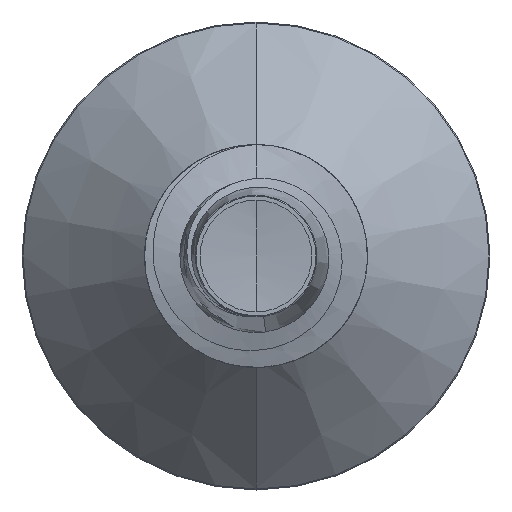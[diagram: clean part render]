
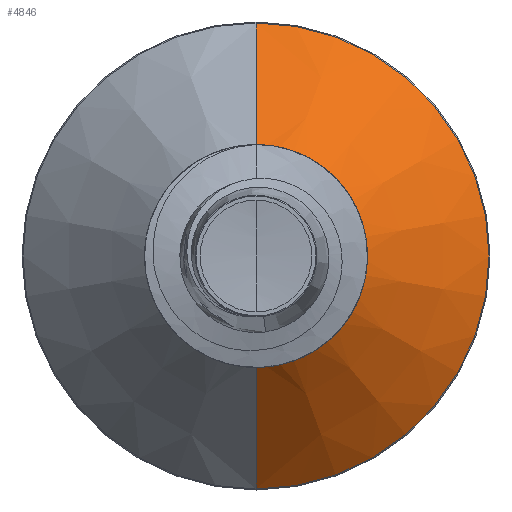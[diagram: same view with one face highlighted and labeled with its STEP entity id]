
A CAD part, front view. The second image highlights one B-rep face of the part: STEP entity #4846.
In plain terms, the highlighted conical face has half-angle 45 degrees and reference radius 1.857 mm.
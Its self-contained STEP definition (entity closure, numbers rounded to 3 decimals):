
#224 = CARTESIAN_POINT ( 'NONE',  ( 0., 24.282, 4.182 ) ) ;
#2077 = ORIENTED_EDGE ( 'NONE', *, *, #7072, .T. ) ;
#3342 = DIRECTION ( 'NONE',  ( 0., 1., 0. ) ) ;
#3382 = CARTESIAN_POINT ( 'NONE',  ( 0., 21.957, 0. ) ) ;
#3416 = DIRECTION ( 'NONE',  ( 0., 0., 1. ) ) ;
#3519 = EDGE_CURVE ( 'NONE', #8994, #24569, #5417, .T. ) ;
#4846 = ADVANCED_FACE ( 'NONE', ( #12372 ), #11618, .T. ) ;
#4948 = CIRCLE ( 'NONE', #24924, 1.857 ) ;
#5206 = AXIS2_PLACEMENT_3D ( 'NONE', #3382, #3342, #3416 ) ;
#5387 = LINE ( 'NONE', #17462, #11209 ) ;
#5417 = CIRCLE ( 'NONE', #27402, 4.182 ) ;
#6176 = VERTEX_POINT ( 'NONE', #24860 ) ;
#6831 = DIRECTION ( 'NONE',  ( 0., 0., 1. ) ) ;
#6834 = DIRECTION ( 'NONE',  ( 0., 1., 0. ) ) ;
#6869 = CARTESIAN_POINT ( 'NONE',  ( 0., 24.282, 0. ) ) ;
#7072 = EDGE_CURVE ( 'NONE', #6176, #24569, #5387, .T. ) ;
#7399 = ORIENTED_EDGE ( 'NONE', *, *, #17454, .T. ) ;
#7420 = ORIENTED_EDGE ( 'NONE', *, *, #15799, .F. ) ;
#7603 = ORIENTED_EDGE ( 'NONE', *, *, #3519, .F. ) ;
#8994 = VERTEX_POINT ( 'NONE', #224 ) ;
#9100 = DIRECTION ( 'NONE',  ( 0., 1., 0. ) ) ;
#9292 = CARTESIAN_POINT ( 'NONE',  ( 0., 24.282, -4.182 ) ) ;
#11209 = VECTOR ( 'NONE', #17631, 1000. ) ;
#11618 = CONICAL_SURFACE ( 'NONE', #5206, 1.857, 0.785 ) ;
#12372 = FACE_OUTER_BOUND ( 'NONE', #23883, .T. ) ;
#15799 = EDGE_CURVE ( 'NONE', #25650, #8994, #22628, .T. ) ;
#17454 = EDGE_CURVE ( 'NONE', #25650, #6176, #4948, .T. ) ;
#17462 = CARTESIAN_POINT ( 'NONE',  ( 0., 21.957, -1.857 ) ) ;
#17631 = DIRECTION ( 'NONE',  ( 0., 0.707, -0.707 ) ) ;
#18442 = VECTOR ( 'NONE', #27861, 1000. ) ;
#21690 = CARTESIAN_POINT ( 'NONE',  ( 0., 21.957, 0. ) ) ;
#22628 = LINE ( 'NONE', #27864, #18442 ) ;
#23567 = DIRECTION ( 'NONE',  ( 0., 0., 1. ) ) ;
#23883 = EDGE_LOOP ( 'NONE', ( #7399, #2077, #7603, #7420 ) ) ;
#24240 = CARTESIAN_POINT ( 'NONE',  ( 0., 21.957, 1.857 ) ) ;
#24569 = VERTEX_POINT ( 'NONE', #9292 ) ;
#24860 = CARTESIAN_POINT ( 'NONE',  ( 0., 21.957, -1.857 ) ) ;
#24924 = AXIS2_PLACEMENT_3D ( 'NONE', #21690, #9100, #23567 ) ;
#25650 = VERTEX_POINT ( 'NONE', #24240 ) ;
#27402 = AXIS2_PLACEMENT_3D ( 'NONE', #6869, #6834, #6831 ) ;
#27861 = DIRECTION ( 'NONE',  ( 0., 0.707, 0.707 ) ) ;
#27864 = CARTESIAN_POINT ( 'NONE',  ( 0., 21.957, 1.857 ) ) ;
